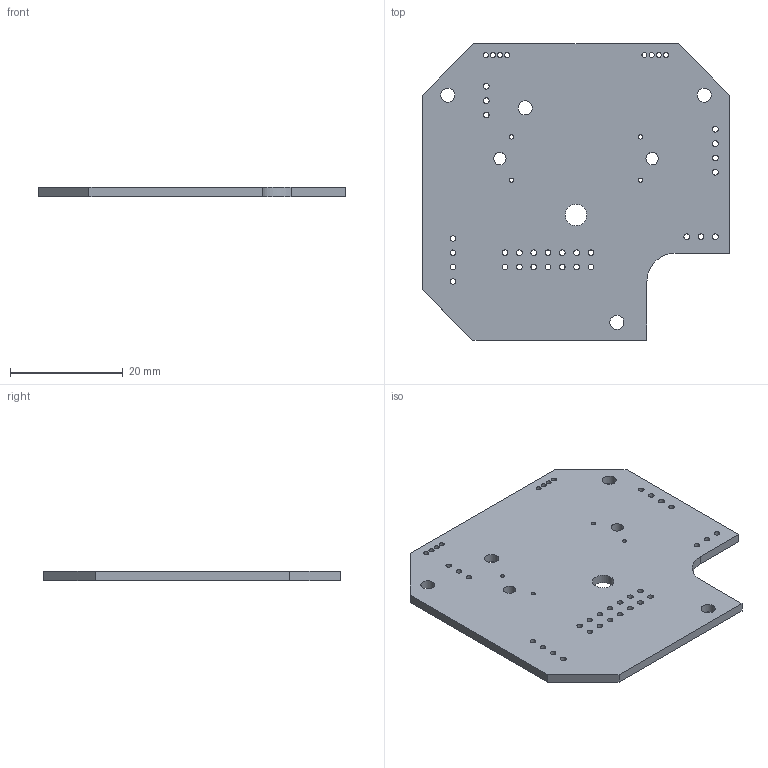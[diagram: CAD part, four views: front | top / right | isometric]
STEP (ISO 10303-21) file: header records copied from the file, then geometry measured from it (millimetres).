
FILE_DESCRIPTION(('KiCad electronic assembly'),'2;1');
FILE_NAME('GAUGE_Standby Altimeter.step','2023-01-27T17:12:01',('Pcbnew' ),('Kicad'),'Open CASCADE STEP processor 7.6', 'KiCad to STEP converter','Unknown');
FILE_SCHEMA(('AUTOMOTIVE_DESIGN { 1 0 10303 214 1 1 1 1 }'));
Length unit declared in the file: millimetre
Products named in the file (2): GAUGE_Standby Altimeter 1; _autosave-GAUGE_Standby Altimeter PCB
Assembly tree (1 placements, depth 2):
  GAUGE_Standby Altimeter 1
    _autosave-GAUGE_Standby Altimeter PCB
Bounding box: 54.44 x 52.6 x 1.6 mm (x, y, z)
Volume: 3922.7 mm3; surface area: 5500.7 mm2
Topology: 1 solids, 1 shells, 59 faces, 171 edges, 114 vertices
Faces by surface type: cylinder 48, plane 11
Full cylindrical faces by diameter (mm): 0.762 x4, 0.9 x8, 1 x28, 2.2 x2, 2.5 x4, 3.8 x1
Entity records: 4459 total; most frequent: DIRECTION 731, CARTESIAN_POINT 688, ORIENTED_EDGE 342, PCURVE 342, DEFINITIONAL_REPRESENTATION 342, LINE 321, VECTOR 321, CIRCLE 192
